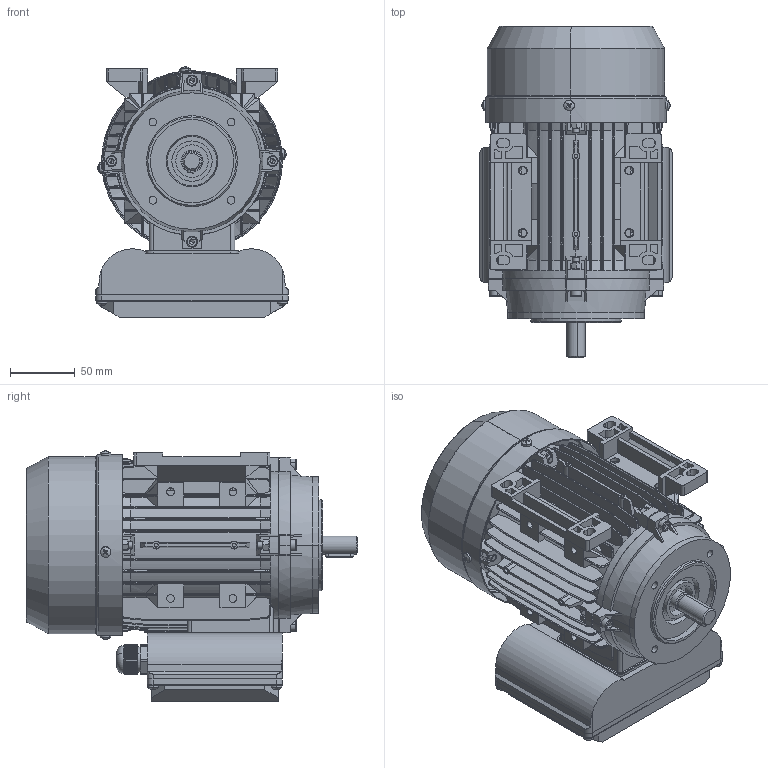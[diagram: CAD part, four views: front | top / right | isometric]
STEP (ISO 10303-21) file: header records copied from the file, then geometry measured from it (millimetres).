
FILE_DESCRIPTION (( 'STEP AP203' ), '1' );
FILE_NAME ('ML71 B34軞蚾芞.STEP', '2015-01-10T05:17:50', ( 'USER' ), ( 'MS' ), 'SwSTEP 2.0', 'SolidWorks 2008', '' );
FILE_SCHEMA (( 'CONFIG_CONTROL_DESIGN' ));
Length unit declared in the file: millimetre
Products named in the file (14): MS71 风叶_默认; Hexagon nuts grade C GB_GB_FASTENER_NUT_SNC1 M5-N; ML63-71接线盒盖(铝)_默认; ML63-71接线盒座(铝)_默认; 71 底脚_默认; ML71 B34軞蚾芞; 71L机壳_默认; 71后盖_默认; 71L转轴_默认; Hexagon socket head cap screws GB_GB_FASTENER_SCREWS_HSHCS M5X25-N; MS63-71 出线螺套_默认; 71 B14盖_默认; 71风罩_默认; Cross recessed thread forming screws GB_GB_CROSS_SCREWS_TYPE138 M4X10-N
Assembly tree (35 placements, depth 2):
  ML71 B34軞蚾芞
    Hexagon socket head cap screws GB_GB_FASTENER_SCREWS_HSHCS M5X25-N  x8
    71L转轴_默认
    Cross recessed thread forming screws GB_GB_CROSS_SCREWS_TYPE138 M4X10-N  x8
    71后盖_默认
    71L机壳_默认
    MS71 风叶_默认
    Hexagon nuts grade C GB_GB_FASTENER_NUT_SNC1 M5-N  x8
    71 B14盖_默认
    ML63-71接线盒座(铝)_默认
    71风罩_默认
    MS63-71 出线螺套_默认
    71 底脚_默认  x2
    ML63-71接线盒盖(铝)_默认
Bounding box: 148 x 255 x 192.46 mm (x, y, z)
Volume: 793846.4 mm3; surface area: 548212.1 mm2
Topology: 35 solids, 35 shells, 3615 faces, 9455 edges, 5960 vertices
Faces by surface type: plane 1953, cylinder 1037, cone 217, torus 146, bspline 142, sphere 120
Entity records: 105264 total; most frequent: CARTESIAN_POINT 28857, ORIENTED_EDGE 16254, DIRECTION 14588, EDGE_CURVE 8127, VERTEX_POINT 5135, AXIS2_PLACEMENT_3D 4942, VECTOR 4704, LINE 4704
